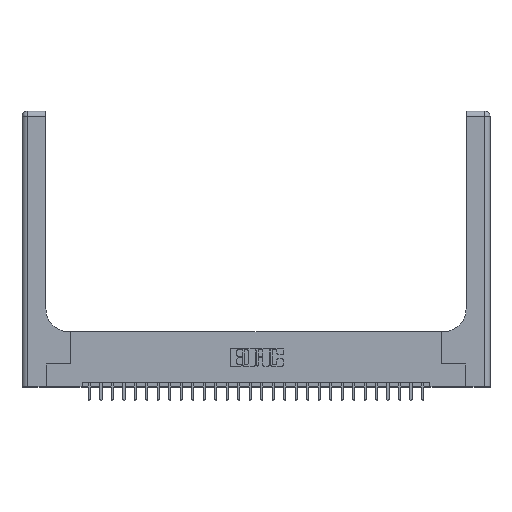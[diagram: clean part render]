
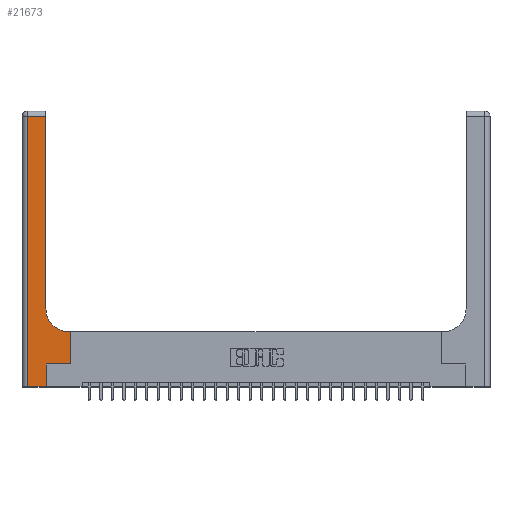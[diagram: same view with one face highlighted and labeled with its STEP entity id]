
A CAD part, top view. The second image highlights one B-rep face of the part: STEP entity #21673.
In plain terms, the highlighted planar face has unit normal (0, 0, 1).
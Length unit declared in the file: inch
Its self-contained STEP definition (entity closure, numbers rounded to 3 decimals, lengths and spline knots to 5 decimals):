
#86 = VERTEX_POINT ( 'NONE', #23647 ) ;
#283 = DIRECTION ( 'NONE',  ( 0., 1., 0. ) ) ;
#607 = EDGE_CURVE ( 'NONE', #86, #14084, #3878, .T. ) ;
#1224 = AXIS2_PLACEMENT_3D ( 'NONE', #15802, #7334, #9648 ) ;
#2410 = LINE ( 'NONE', #4727, #13145 ) ;
#2658 = EDGE_CURVE ( 'NONE', #26268, #86, #19717, .T. ) ;
#3415 = EDGE_CURVE ( 'NONE', #14084, #24437, #2410, .T. ) ;
#3878 = LINE ( 'NONE', #8317, #21105 ) ;
#4208 = CARTESIAN_POINT ( 'NONE',  ( 0.265, 0., 0.37 ) ) ;
#4253 = LINE ( 'NONE', #25035, #18334 ) ;
#4620 = EDGE_CURVE ( 'NONE', #25577, #18295, #23210, .T. ) ;
#4727 = CARTESIAN_POINT ( 'NONE',  ( 0.06, 3., 0.37 ) ) ;
#4861 = CARTESIAN_POINT ( 'NONE',  ( 0.26, 0.6, 0.37 ) ) ;
#5326 = EDGE_CURVE ( 'NONE', #25900, #25577, #4253, .T. ) ;
#5359 = VECTOR ( 'NONE', #283, 39.37008 ) ;
#6101 = VERTEX_POINT ( 'NONE', #16682 ) ;
#6172 = DIRECTION ( 'NONE',  ( -1., 0., 0. ) ) ;
#6590 = LINE ( 'NONE', #14913, #23072 ) ;
#6660 = CARTESIAN_POINT ( 'NONE',  ( 0.265, 0.25, 0.37 ) ) ;
#7334 = DIRECTION ( 'NONE',  ( 0., 0., -1. ) ) ;
#8260 = EDGE_CURVE ( 'NONE', #6101, #25900, #10329, .T. ) ;
#8317 = CARTESIAN_POINT ( 'NONE',  ( 0., 2.94, 0.37 ) ) ;
#8747 = CARTESIAN_POINT ( 'NONE',  ( 0.26, 0.85, 0.37 ) ) ;
#9047 = VECTOR ( 'NONE', #14980, 39.37008 ) ;
#9224 = CARTESIAN_POINT ( 'NONE',  ( 0.528, 0.25, 0.37 ) ) ;
#9339 = ORIENTED_EDGE ( 'NONE', *, *, #23507, .T. ) ;
#9389 = CARTESIAN_POINT ( 'NONE',  ( 0.26, 3., 0.37 ) ) ;
#9567 = VERTEX_POINT ( 'NONE', #25268 ) ;
#9648 = DIRECTION ( 'NONE',  ( 1., 0., 0. ) ) ;
#9790 = DIRECTION ( 'NONE',  ( 0., 0., -1. ) ) ;
#10329 = LINE ( 'NONE', #6660, #9047 ) ;
#10469 = DIRECTION ( 'NONE',  ( 0., 1., 0. ) ) ;
#10879 = DIRECTION ( 'NONE',  ( -1., 0., 0. ) ) ;
#11889 = CARTESIAN_POINT ( 'NONE',  ( 0.528, 0.6, 0.37 ) ) ;
#12211 = VECTOR ( 'NONE', #10879, 39.37008 ) ;
#12275 = AXIS2_PLACEMENT_3D ( 'NONE', #26236, #9790, #24308 ) ;
#12608 = DIRECTION ( 'NONE',  ( 1., 0., 0. ) ) ;
#13132 = ORIENTED_EDGE ( 'NONE', *, *, #5326, .T. ) ;
#13145 = VECTOR ( 'NONE', #15219, 39.37008 ) ;
#13787 = CIRCLE ( 'NONE', #1224, 0.25 ) ;
#14084 = VERTEX_POINT ( 'NONE', #25620 ) ;
#14756 = DIRECTION ( 'NONE',  ( 0., 1., 0. ) ) ;
#14913 = CARTESIAN_POINT ( 'NONE',  ( 0., 0., 0.37 ) ) ;
#14980 = DIRECTION ( 'NONE',  ( 1., 0., 0. ) ) ;
#15119 = VECTOR ( 'NONE', #10469, 39.37008 ) ;
#15140 = EDGE_CURVE ( 'NONE', #18295, #26268, #13787, .T. ) ;
#15219 = DIRECTION ( 'NONE',  ( 0., -1., 0. ) ) ;
#15802 = CARTESIAN_POINT ( 'NONE',  ( 0.51, 0.85, 0.37 ) ) ;
#15910 = CARTESIAN_POINT ( 'NONE',  ( 0.51, 0.6, 0.37 ) ) ;
#16072 = PLANE ( 'NONE',  #12275 ) ;
#16682 = CARTESIAN_POINT ( 'NONE',  ( 0.265, 0.25, 0.37 ) ) ;
#17471 = ORIENTED_EDGE ( 'NONE', *, *, #607, .T. ) ;
#17635 = ORIENTED_EDGE ( 'NONE', *, *, #25793, .T. ) ;
#17916 = ORIENTED_EDGE ( 'NONE', *, *, #8260, .T. ) ;
#18295 = VERTEX_POINT ( 'NONE', #15910 ) ;
#18334 = VECTOR ( 'NONE', #14756, 39.37008 ) ;
#19445 = ORIENTED_EDGE ( 'NONE', *, *, #3415, .T. ) ;
#19717 = LINE ( 'NONE', #9389, #15119 ) ;
#21105 = VECTOR ( 'NONE', #6172, 39.37008 ) ;
#21673 = ADVANCED_FACE ( 'NONE', ( #22539 ), #16072, .F. ) ;
#22336 = ORIENTED_EDGE ( 'NONE', *, *, #4620, .T. ) ;
#22539 = FACE_OUTER_BOUND ( 'NONE', #22741, .T. ) ;
#22702 = LINE ( 'NONE', #4208, #5359 ) ;
#22741 = EDGE_LOOP ( 'NONE', ( #23203, #17471, #19445, #9339, #17635, #17916, #13132, #22336, #22761 ) ) ;
#22761 = ORIENTED_EDGE ( 'NONE', *, *, #15140, .T. ) ;
#23072 = VECTOR ( 'NONE', #12608, 39.37008 ) ;
#23203 = ORIENTED_EDGE ( 'NONE', *, *, #2658, .T. ) ;
#23210 = LINE ( 'NONE', #4861, #12211 ) ;
#23467 = CARTESIAN_POINT ( 'NONE',  ( 0.06, 0., 0.37 ) ) ;
#23507 = EDGE_CURVE ( 'NONE', #24437, #9567, #6590, .T. ) ;
#23647 = CARTESIAN_POINT ( 'NONE',  ( 0.26, 2.94, 0.37 ) ) ;
#24308 = DIRECTION ( 'NONE',  ( -1., 0., 0. ) ) ;
#24437 = VERTEX_POINT ( 'NONE', #23467 ) ;
#25035 = CARTESIAN_POINT ( 'NONE',  ( 0.528, 0.25, 0.37 ) ) ;
#25268 = CARTESIAN_POINT ( 'NONE',  ( 0.265, 0., 0.37 ) ) ;
#25577 = VERTEX_POINT ( 'NONE', #11889 ) ;
#25620 = CARTESIAN_POINT ( 'NONE',  ( 0.06, 2.94, 0.37 ) ) ;
#25793 = EDGE_CURVE ( 'NONE', #9567, #6101, #22702, .T. ) ;
#25900 = VERTEX_POINT ( 'NONE', #9224 ) ;
#26236 = CARTESIAN_POINT ( 'NONE',  ( 0., 3., 0.37 ) ) ;
#26268 = VERTEX_POINT ( 'NONE', #8747 ) ;
